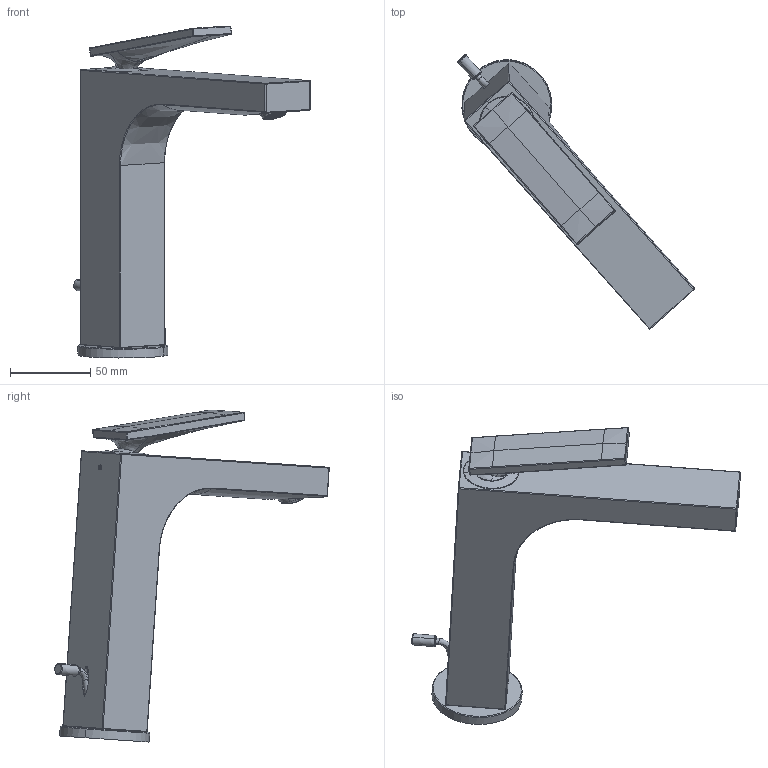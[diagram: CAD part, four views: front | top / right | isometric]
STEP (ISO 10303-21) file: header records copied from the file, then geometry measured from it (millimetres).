
FILE_DESCRIPTION(('CATIA V6 STEP','CAx-IF Rec.Pracs.--- Model Styling and Organization---1.4--- 2014-01-23','CAx-IF Rec.Pracs.---3D Tessellated Data Validation Properties---0.5---2014-09-14'),'2;1');
FILE_NAME('prd-HG-00012439.stp','2020-12-01T09:11:15+00:00',('none'),('none'),'3DEXPERIENCE Platform3DEXPERIENCE R2019x HotFix 5','3DEXPERIENCE Platform STEP AP242 v1','none');
FILE_SCHEMA(('AP242_MANAGED_MODEL_BASED_3D_ENGINEERING_MIM_LF {1 0 10303 442 1 1 4}'));
Length unit declared in the file: millimetre
Products named in the file (12): P-2_ZUS_WTM_Zug._M25_Citterio; P-2_GK_WTM_M25_Citterio_Zug; V5_Gewindestift_DIN916-M6x8-A2_mit_Einlage; V5_P_2_AXM_Zugst_kpl._WTM_AX_Citterio; V5_P_2_Universalzugstange_D4_gebogen; V5_Zugknopf_WTM,_HWBM,_BDM_Citterio; V5_P_2_SR_SL_M24x1_CC_SSR_1,2gpm-lam_rosa; V5_P_2_Rosette_WTM_Citterio_2; P-2_Griff_WTM_Citterio_Extension; V5_P_2_Abdeckring_WTM_Citterio_2; V5_P_2_Gleitstueck_WTM_Citterio_2; V5_P_2_Griffrosette_Pura_Vida_E_demontage
Assembly tree (11 placements, depth 3):
  P-2_ZUS_WTM_Zug._M25_Citterio
    P-2_GK_WTM_M25_Citterio_Zug
    V5_Gewindestift_DIN916-M6x8-A2_mit_Einlage
    V5_P_2_AXM_Zugst_kpl._WTM_AX_Citterio
      V5_P_2_Universalzugstange_D4_gebogen
      V5_Zugknopf_WTM,_HWBM,_BDM_Citterio
    V5_P_2_SR_SL_M24x1_CC_SSR_1,2gpm-lam_rosa
    V5_P_2_Rosette_WTM_Citterio_2
    P-2_Griff_WTM_Citterio_Extension
    V5_P_2_Abdeckring_WTM_Citterio_2
    V5_P_2_Gleitstueck_WTM_Citterio_2
    V5_P_2_Griffrosette_Pura_Vida_E_demontage
Bounding box: 147.18 x 170.86 x 206.64 mm (x, y, z)
Volume: 406723.7 mm3; surface area: 66217.9 mm2
Topology: 11 solids, 12 shells, 867 faces, 2237 edges, 1394 vertices
Faces by surface type: plane 326, cylinder 264, bspline 211, cone 28, sphere 20, torus 16, revolution 2
Entity records: 37130 total; most frequent: CARTESIAN_POINT 18551, ORIENTED_EDGE 4436, DIRECTION 2655, EDGE_CURVE 2218, VERTEX_POINT 1394, AXIS2_PLACEMENT_3D 1196, EDGE_LOOP 890, ADVANCED_FACE 867
